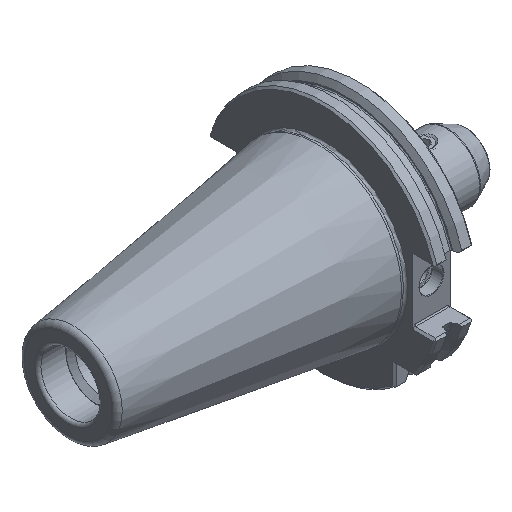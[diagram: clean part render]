
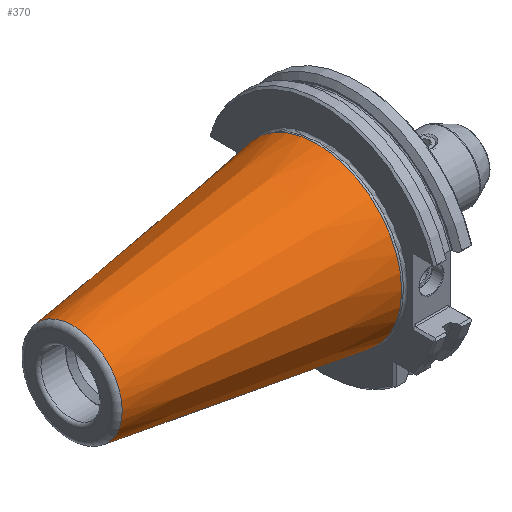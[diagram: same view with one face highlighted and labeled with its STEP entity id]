
A CAD part, isometric view. The second image highlights one B-rep face of the part: STEP entity #370.
In plain terms, the highlighted conical face has half-angle 8.297 degrees and reference radius 20.395 mm.
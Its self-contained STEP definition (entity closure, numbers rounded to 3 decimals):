
#370 = ADVANCED_FACE( '', ( #783, #784 ), #785, .T. );
#783 = FACE_OUTER_BOUND( '', #1199, .T. );
#784 = FACE_BOUND( '', #1200, .T. );
#785 = CONICAL_SURFACE( '', #1201, 20.395, 0.145 );
#1199 = EDGE_LOOP( '', ( #2158 ) );
#1200 = EDGE_LOOP( '', ( #2159 ) );
#1201 = AXIS2_PLACEMENT_3D( '', #2160, #2161, #2162 );
#2158 = ORIENTED_EDGE( '', *, *, #2271, .T. );
#2159 = ORIENTED_EDGE( '', *, *, #2577, .F. );
#2160 = CARTESIAN_POINT( '', ( -99.632, 0., 0. ) );
#2161 = DIRECTION( '', ( 1., 0., 0. ) );
#2162 = DIRECTION( '', ( 0., 0., -1. ) );
#2271 = EDGE_CURVE( '', #2673, #2673, #2674, .T. );
#2577 = EDGE_CURVE( '', #3145, #3145, #3146, .T. );
#2673 = VERTEX_POINT( '', #3274 );
#2674 = CIRCLE( '', #3275, 35.095 );
#3145 = VERTEX_POINT( '', #4135 );
#3146 = CIRCLE( '', #4136, 20.395 );
#3274 = CARTESIAN_POINT( '', ( 1.163, 0., 35.095 ) );
#3275 = AXIS2_PLACEMENT_3D( '', #4265, #4266, #4267 );
#4135 = CARTESIAN_POINT( '', ( -99.632, 0., 20.395 ) );
#4136 = AXIS2_PLACEMENT_3D( '', #4592, #4593, #4594 );
#4265 = CARTESIAN_POINT( '', ( 1.163, 0., 0. ) );
#4266 = DIRECTION( '', ( -1., 0., 0. ) );
#4267 = DIRECTION( '', ( 0., 0., 1. ) );
#4592 = CARTESIAN_POINT( '', ( -99.632, 0., 0. ) );
#4593 = DIRECTION( '', ( -1., 0., 0. ) );
#4594 = DIRECTION( '', ( 0., 0., 1. ) );
